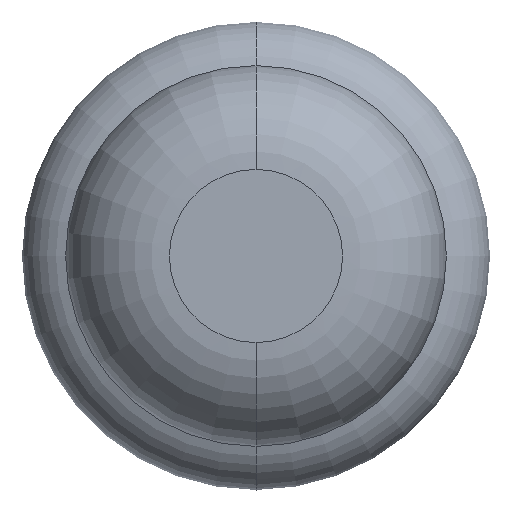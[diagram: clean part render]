
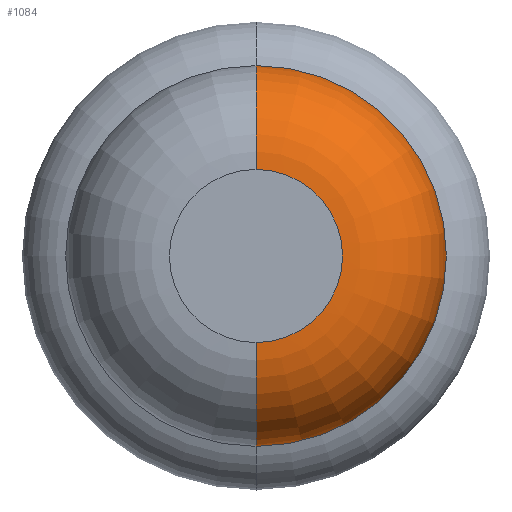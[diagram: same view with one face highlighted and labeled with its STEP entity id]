
A CAD part, front view. The second image highlights one B-rep face of the part: STEP entity #1084.
In plain terms, the highlighted toroidal (fillet/blend) face has major radius 0.375 mm and minor radius 0.45 mm.
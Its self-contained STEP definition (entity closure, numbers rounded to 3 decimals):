
#230 = CARTESIAN_POINT ( 'NONE',  ( 0., -23.55, 0. ) ) ;
#344 = CIRCLE ( 'NONE', #2798, 0.825 ) ;
#352 = EDGE_CURVE ( 'NONE', #627, #2692, #728, .T. ) ;
#371 = DIRECTION ( 'NONE',  ( 0., 0., 1. ) ) ;
#433 = CARTESIAN_POINT ( 'NONE',  ( 0., -24., -0.375 ) ) ;
#542 = AXIS2_PLACEMENT_3D ( 'NONE', #1810, #3431, #2172 ) ;
#590 = EDGE_CURVE ( 'NONE', #2692, #1924, #3749, .T. ) ;
#627 = VERTEX_POINT ( 'NONE', #2923 ) ;
#668 = ORIENTED_EDGE ( 'NONE', *, *, #2262, .F. ) ;
#728 = CIRCLE ( 'NONE', #542, 0.375 ) ;
#839 = AXIS2_PLACEMENT_3D ( 'NONE', #1625, #927, #884 ) ;
#880 = DIRECTION ( 'NONE',  ( 0., 0., 1. ) ) ;
#884 = DIRECTION ( 'NONE',  ( 0., 0., 1. ) ) ;
#927 = DIRECTION ( 'NONE',  ( -1., 0., 0. ) ) ;
#1079 = ORIENTED_EDGE ( 'NONE', *, *, #3758, .F. ) ;
#1084 = ADVANCED_FACE ( 'NONE', ( #1596 ), #3898, .T. ) ;
#1309 = CARTESIAN_POINT ( 'NONE',  ( 0., -23.55, 0. ) ) ;
#1479 = CARTESIAN_POINT ( 'NONE',  ( 0., -23.55, -0.825 ) ) ;
#1577 = EDGE_LOOP ( 'NONE', ( #1793, #2239, #668, #1079 ) ) ;
#1596 = FACE_OUTER_BOUND ( 'NONE', #1577, .T. ) ;
#1625 = CARTESIAN_POINT ( 'NONE',  ( 0., -23.55, 0.375 ) ) ;
#1785 = DIRECTION ( 'NONE',  ( 0., 1., 0. ) ) ;
#1793 = ORIENTED_EDGE ( 'NONE', *, *, #352, .T. ) ;
#1810 = CARTESIAN_POINT ( 'NONE',  ( 0., -24., 0. ) ) ;
#1924 = VERTEX_POINT ( 'NONE', #1479 ) ;
#1930 = AXIS2_PLACEMENT_3D ( 'NONE', #2883, #2012, #2597 ) ;
#2012 = DIRECTION ( 'NONE',  ( 1., 0., 0. ) ) ;
#2172 = DIRECTION ( 'NONE',  ( 0., 0., 1. ) ) ;
#2239 = ORIENTED_EDGE ( 'NONE', *, *, #590, .T. ) ;
#2262 = EDGE_CURVE ( 'NONE', #4131, #1924, #344, .T. ) ;
#2597 = DIRECTION ( 'NONE',  ( 0., 0., -1. ) ) ;
#2692 = VERTEX_POINT ( 'NONE', #433 ) ;
#2798 = AXIS2_PLACEMENT_3D ( 'NONE', #1309, #3233, #371 ) ;
#2856 = CARTESIAN_POINT ( 'NONE',  ( 0., -23.55, 0.825 ) ) ;
#2883 = CARTESIAN_POINT ( 'NONE',  ( 0., -23.55, -0.375 ) ) ;
#2923 = CARTESIAN_POINT ( 'NONE',  ( 0., -24., 0.375 ) ) ;
#3233 = DIRECTION ( 'NONE',  ( 0., 1., 0. ) ) ;
#3294 = AXIS2_PLACEMENT_3D ( 'NONE', #230, #1785, #880 ) ;
#3431 = DIRECTION ( 'NONE',  ( 0., 1., 0. ) ) ;
#3432 = CIRCLE ( 'NONE', #839, 0.45 ) ;
#3749 = CIRCLE ( 'NONE', #1930, 0.45 ) ;
#3758 = EDGE_CURVE ( 'NONE', #627, #4131, #3432, .T. ) ;
#3898 = TOROIDAL_SURFACE ( 'NONE', #3294, 0.375, 0.45 ) ;
#4131 = VERTEX_POINT ( 'NONE', #2856 ) ;
